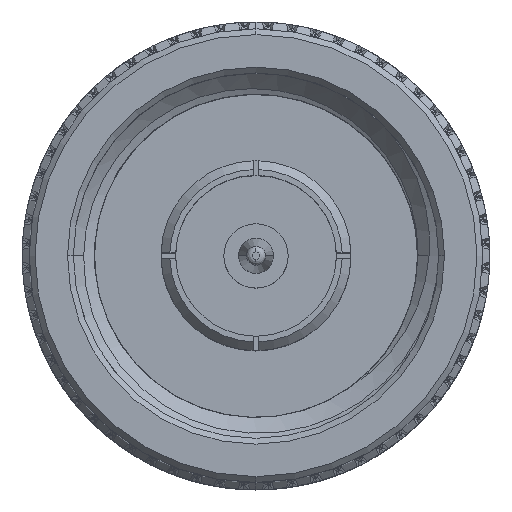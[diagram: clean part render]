
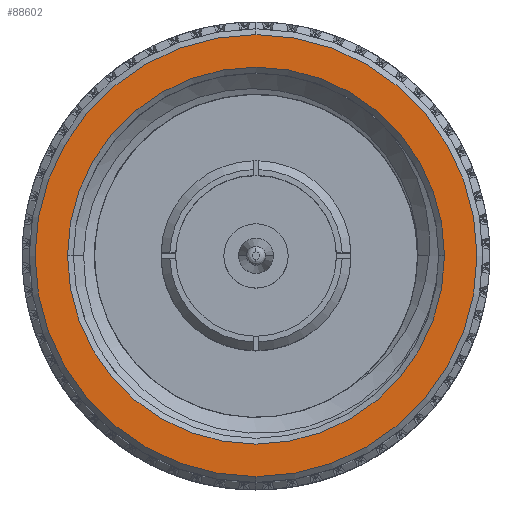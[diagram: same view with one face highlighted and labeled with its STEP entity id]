
A CAD part, top view. The second image highlights one B-rep face of the part: STEP entity #88602.
In plain terms, the highlighted face is planar.
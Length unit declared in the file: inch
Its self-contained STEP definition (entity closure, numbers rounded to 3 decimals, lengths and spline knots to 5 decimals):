
#1135 = EDGE_LOOP ( 'NONE', ( #12173, #6805 ) ) ;
#6805 = ORIENTED_EDGE ( 'NONE', *, *, #59229, .T. ) ;
#7976 = AXIS2_PLACEMENT_3D ( 'NONE', #104394, #105023, #103779 ) ;
#8359 = CARTESIAN_POINT ( 'NONE',  ( 0., -0.37809, 0. ) ) ;
#12066 = DIRECTION ( 'NONE',  ( -1., 0., 0. ) ) ;
#12173 = ORIENTED_EDGE ( 'NONE', *, *, #38192, .T. ) ;
#12691 = CARTESIAN_POINT ( 'NONE',  ( 0., 0., 0.3225 ) ) ;
#19746 = FACE_OUTER_BOUND ( 'NONE', #1135, .T. ) ;
#22226 = DIRECTION ( 'NONE',  ( 0., -1., 0. ) ) ;
#27188 = CIRCLE ( 'NONE', #124739, 0.3225 ) ;
#27459 = AXIS2_PLACEMENT_3D ( 'NONE', #33682, #33040, #64245 ) ;
#29916 = CARTESIAN_POINT ( 'NONE',  ( 0., 0.38809, 0. ) ) ;
#30733 = EDGE_CURVE ( 'NONE', #34024, #108349, #93426, .T. ) ;
#33040 = DIRECTION ( 'NONE',  ( -1., 0., 0. ) ) ;
#33682 = CARTESIAN_POINT ( 'NONE',  ( 0., 0., 0. ) ) ;
#34024 = VERTEX_POINT ( 'NONE', #12691 ) ;
#37379 = DIRECTION ( 'NONE',  ( 1., 0., 0. ) ) ;
#38192 = EDGE_CURVE ( 'NONE', #113858, #67314, #68099, .T. ) ;
#38288 = CARTESIAN_POINT ( 'NONE',  ( 0., 0.37809, 0. ) ) ;
#39923 = CARTESIAN_POINT ( 'NONE',  ( 0., 0., 0. ) ) ;
#42289 = ORIENTED_EDGE ( 'NONE', *, *, #47588, .T. ) ;
#43218 = ORIENTED_EDGE ( 'NONE', *, *, #30733, .T. ) ;
#46293 = DIRECTION ( 'NONE',  ( 0., -1., 0. ) ) ;
#47588 = EDGE_CURVE ( 'NONE', #108349, #34024, #27188, .T. ) ;
#51703 = CARTESIAN_POINT ( 'NONE',  ( 0., 0., -0.3225 ) ) ;
#59229 = EDGE_CURVE ( 'NONE', #67314, #113858, #68703, .T. ) ;
#64245 = DIRECTION ( 'NONE',  ( 0., -1., 0. ) ) ;
#67314 = VERTEX_POINT ( 'NONE', #8359 ) ;
#68099 = CIRCLE ( 'NONE', #27459, 0.37809 ) ;
#68703 = CIRCLE ( 'NONE', #115442, 0.37809 ) ;
#72166 = DIRECTION ( 'NONE',  ( -1., 0., 0. ) ) ;
#72813 = DIRECTION ( 'NONE',  ( 0., -1., 0. ) ) ;
#88602 = ADVANCED_FACE ( 'NONE', ( #99946, #19746 ), #99328, .T. ) ;
#93426 = CIRCLE ( 'NONE', #7976, 0.3225 ) ;
#94067 = CARTESIAN_POINT ( 'NONE',  ( 0., 0., 0. ) ) ;
#98917 = AXIS2_PLACEMENT_3D ( 'NONE', #29916, #12066, #22226 ) ;
#99328 = PLANE ( 'NONE',  #98917 ) ;
#99946 = FACE_BOUND ( 'NONE', #121791, .T. ) ;
#103779 = DIRECTION ( 'NONE',  ( 0., -1., 0. ) ) ;
#104394 = CARTESIAN_POINT ( 'NONE',  ( 0., 0., 0. ) ) ;
#105023 = DIRECTION ( 'NONE',  ( 1., 0., 0. ) ) ;
#108349 = VERTEX_POINT ( 'NONE', #51703 ) ;
#113858 = VERTEX_POINT ( 'NONE', #38288 ) ;
#115442 = AXIS2_PLACEMENT_3D ( 'NONE', #39923, #72166, #72813 ) ;
#121791 = EDGE_LOOP ( 'NONE', ( #43218, #42289 ) ) ;
#124739 = AXIS2_PLACEMENT_3D ( 'NONE', #94067, #37379, #46293 ) ;
